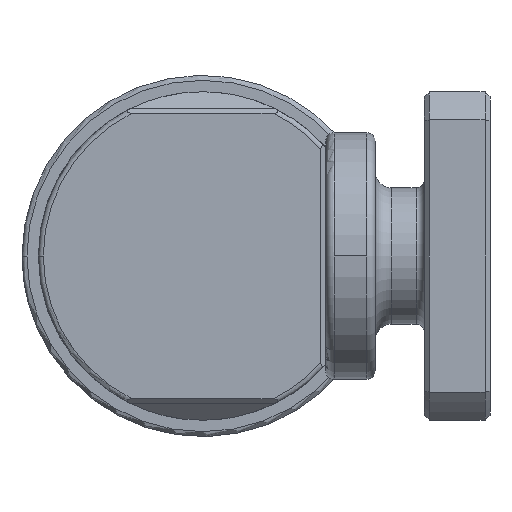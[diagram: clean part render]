
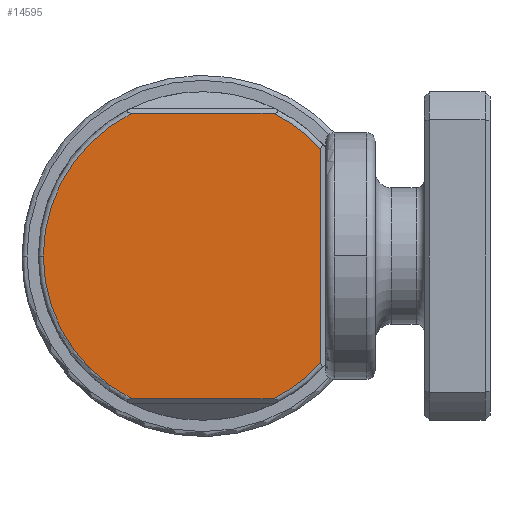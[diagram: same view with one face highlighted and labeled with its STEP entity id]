
A CAD part, left-side view. The second image highlights one B-rep face of the part: STEP entity #14595.
In plain terms, the highlighted planar face has unit normal (-1, 0, 0).
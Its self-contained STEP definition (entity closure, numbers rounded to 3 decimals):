
#396 = EDGE_CURVE ( 'NONE', #5283, #25789, #20058, .T. ) ;
#763 = DIRECTION ( 'NONE',  ( 0., 0., 1. ) ) ;
#929 = DIRECTION ( 'NONE',  ( 0., 1., 0. ) ) ;
#1691 = ORIENTED_EDGE ( 'NONE', *, *, #10281, .T. ) ;
#1788 = DIRECTION ( 'NONE',  ( -1., 0., 0. ) ) ;
#1981 = ORIENTED_EDGE ( 'NONE', *, *, #396, .T. ) ;
#2066 = LINE ( 'NONE', #15104, #5056 ) ;
#2518 = CARTESIAN_POINT ( 'NONE',  ( -32.854, -7.2, 6.614 ) ) ;
#3006 = CARTESIAN_POINT ( 'NONE',  ( -32.854, 0., 0. ) ) ;
#3279 = CARTESIAN_POINT ( 'NONE',  ( -32.854, 4.29, 8.7 ) ) ;
#4743 = DIRECTION ( 'NONE',  ( 0., -1., 0. ) ) ;
#5056 = VECTOR ( 'NONE', #4743, 1000. ) ;
#5226 = CIRCLE ( 'NONE', #24474, 9.7 ) ;
#5283 = VERTEX_POINT ( 'NONE', #17574 ) ;
#5416 = DIRECTION ( 'NONE',  ( -1., 0., 0. ) ) ;
#5677 = CARTESIAN_POINT ( 'NONE',  ( -32.854, -4.29, 8.7 ) ) ;
#6120 = ORIENTED_EDGE ( 'NONE', *, *, #12705, .T. ) ;
#6178 = DIRECTION ( 'NONE',  ( -1., 0., 0. ) ) ;
#7498 = EDGE_CURVE ( 'NONE', #21696, #12431, #5226, .T. ) ;
#7531 = AXIS2_PLACEMENT_3D ( 'NONE', #25227, #1788, #26924 ) ;
#8065 = EDGE_LOOP ( 'NONE', ( #26069, #17039, #6120, #1691, #10781, #23611, #1981 ) ) ;
#10051 = AXIS2_PLACEMENT_3D ( 'NONE', #3006, #19990, #763 ) ;
#10281 = EDGE_CURVE ( 'NONE', #18253, #21696, #2066, .T. ) ;
#10660 = DIRECTION ( 'NONE',  ( 0., 1., 0. ) ) ;
#10681 = DIRECTION ( 'NONE',  ( -1., 0., 0. ) ) ;
#10781 = ORIENTED_EDGE ( 'NONE', *, *, #7498, .T. ) ;
#11227 = CARTESIAN_POINT ( 'NONE',  ( -32.854, 0., 0. ) ) ;
#11995 = DIRECTION ( 'NONE',  ( 0., 1., 0. ) ) ;
#12431 = VERTEX_POINT ( 'NONE', #15093 ) ;
#12705 = EDGE_CURVE ( 'NONE', #23379, #18253, #22113, .T. ) ;
#12912 = CARTESIAN_POINT ( 'NONE',  ( -32.854, 0., 0. ) ) ;
#13801 = CIRCLE ( 'NONE', #7531, 9.7 ) ;
#14105 = CARTESIAN_POINT ( 'NONE',  ( -32.854, 0., 0. ) ) ;
#14247 = LINE ( 'NONE', #20436, #18916 ) ;
#14572 = VERTEX_POINT ( 'NONE', #3279 ) ;
#14595 = ADVANCED_FACE ( 'NONE', ( #26723 ), #20405, .F. ) ;
#15093 = CARTESIAN_POINT ( 'NONE',  ( -32.854, -7.2, -6.5 ) ) ;
#15104 = CARTESIAN_POINT ( 'NONE',  ( -32.854, 0., -8.7 ) ) ;
#15695 = VECTOR ( 'NONE', #17921, 1000. ) ;
#16015 = EDGE_CURVE ( 'NONE', #12431, #5283, #26090, .T. ) ;
#16114 = CARTESIAN_POINT ( 'NONE',  ( -32.854, -4.29, -8.7 ) ) ;
#16474 = CARTESIAN_POINT ( 'NONE',  ( -32.854, 4.29, -8.7 ) ) ;
#17039 = ORIENTED_EDGE ( 'NONE', *, *, #17338, .T. ) ;
#17338 = EDGE_CURVE ( 'NONE', #14572, #23379, #13801, .T. ) ;
#17574 = CARTESIAN_POINT ( 'NONE',  ( -32.854, -7.2, 6.5 ) ) ;
#17852 = AXIS2_PLACEMENT_3D ( 'NONE', #12912, #6178, #10660 ) ;
#17921 = DIRECTION ( 'NONE',  ( 0., 0., 1. ) ) ;
#18253 = VERTEX_POINT ( 'NONE', #16474 ) ;
#18916 = VECTOR ( 'NONE', #929, 1000. ) ;
#19990 = DIRECTION ( 'NONE',  ( 1., 0., 0. ) ) ;
#20058 = CIRCLE ( 'NONE', #17852, 9.7 ) ;
#20405 = PLANE ( 'NONE',  #10051 ) ;
#20436 = CARTESIAN_POINT ( 'NONE',  ( -32.854, 0., 8.7 ) ) ;
#20845 = CARTESIAN_POINT ( 'NONE',  ( -32.854, 9.7, 0. ) ) ;
#21211 = AXIS2_PLACEMENT_3D ( 'NONE', #14105, #5416, #11995 ) ;
#21696 = VERTEX_POINT ( 'NONE', #16114 ) ;
#22113 = CIRCLE ( 'NONE', #21211, 9.7 ) ;
#23379 = VERTEX_POINT ( 'NONE', #20845 ) ;
#23611 = ORIENTED_EDGE ( 'NONE', *, *, #16015, .T. ) ;
#24294 = EDGE_CURVE ( 'NONE', #25789, #14572, #14247, .T. ) ;
#24474 = AXIS2_PLACEMENT_3D ( 'NONE', #11227, #10681, #27678 ) ;
#25227 = CARTESIAN_POINT ( 'NONE',  ( -32.854, 0., 0. ) ) ;
#25789 = VERTEX_POINT ( 'NONE', #5677 ) ;
#26069 = ORIENTED_EDGE ( 'NONE', *, *, #24294, .T. ) ;
#26090 = LINE ( 'NONE', #2518, #15695 ) ;
#26723 = FACE_OUTER_BOUND ( 'NONE', #8065, .T. ) ;
#26924 = DIRECTION ( 'NONE',  ( 0., 1., 0. ) ) ;
#27678 = DIRECTION ( 'NONE',  ( 0., 1., 0. ) ) ;
